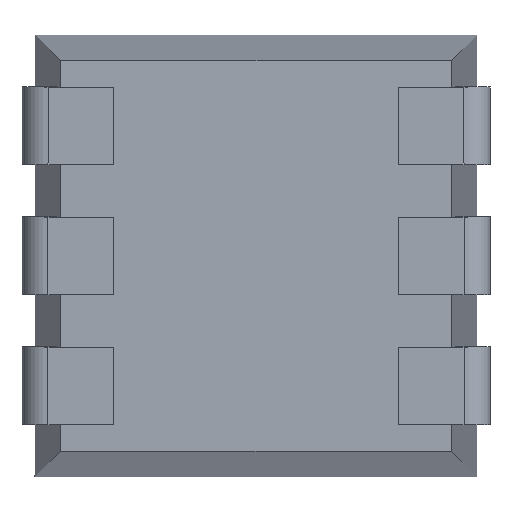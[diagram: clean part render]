
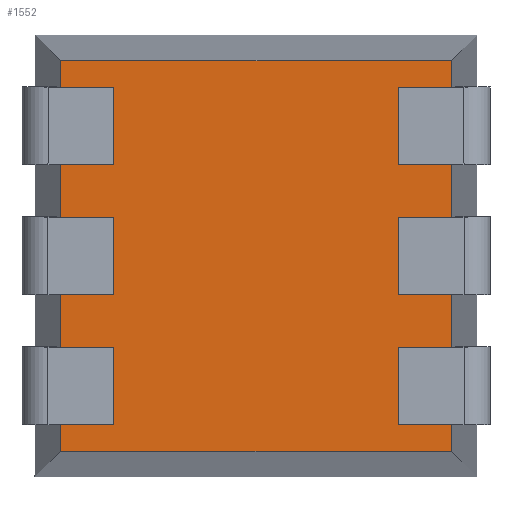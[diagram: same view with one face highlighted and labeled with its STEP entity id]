
A CAD part, front view. The second image highlights one B-rep face of the part: STEP entity #1552.
In plain terms, the highlighted planar face has unit normal (0, -1, 0).
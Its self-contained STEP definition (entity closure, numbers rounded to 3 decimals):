
#114=FACE_OUTER_BOUND('',#208,.T.);
#208=EDGE_LOOP('',(#1117,#1118,#1119,#1120));
#318=LINE('',#2329,#500);
#321=LINE('',#2334,#503);
#323=LINE('',#2338,#505);
#324=LINE('',#2340,#506);
#500=VECTOR('',#1873,10.);
#503=VECTOR('',#1878,10.);
#505=VECTOR('',#1882,10.);
#506=VECTOR('',#1885,10.);
#675=VERTEX_POINT('',#2326);
#676=VERTEX_POINT('',#2328);
#677=VERTEX_POINT('',#2332);
#678=VERTEX_POINT('',#2336);
#838=EDGE_CURVE('',#675,#676,#318,.F.);
#841=EDGE_CURVE('',#677,#675,#321,.F.);
#843=EDGE_CURVE('',#678,#677,#323,.F.);
#844=EDGE_CURVE('',#676,#678,#324,.F.);
#1117=ORIENTED_EDGE('',*,*,#841,.F.);
#1118=ORIENTED_EDGE('',*,*,#843,.F.);
#1119=ORIENTED_EDGE('',*,*,#844,.F.);
#1120=ORIENTED_EDGE('',*,*,#838,.F.);
#1475=PLANE('',#1675);
#1552=ADVANCED_FACE('',(#114),#1475,.F.);
#1675=AXIS2_PLACEMENT_3D('',#2341,#1886,#1887);
#1873=DIRECTION('',(1.,0.,0.));
#1878=DIRECTION('',(0.,0.,1.));
#1882=DIRECTION('',(-1.,0.,0.));
#1885=DIRECTION('',(0.,0.,-1.));
#1886=DIRECTION('center_axis',(0.,1.,0.));
#1887=DIRECTION('ref_axis',(1.,0.,0.));
#2326=CARTESIAN_POINT('',(1.504,0.,-1.504));
#2328=CARTESIAN_POINT('',(-1.504,0.,-1.504));
#2329=CARTESIAN_POINT('',(0.85,0.,-1.504));
#2332=CARTESIAN_POINT('',(1.504,0.,1.504));
#2334=CARTESIAN_POINT('',(1.504,0.,0.85));
#2336=CARTESIAN_POINT('',(-1.504,0.,1.504));
#2338=CARTESIAN_POINT('',(-0.85,0.,1.504));
#2340=CARTESIAN_POINT('',(-1.504,0.,-0.85));
#2341=CARTESIAN_POINT('Origin',(0.,0.,0.));
